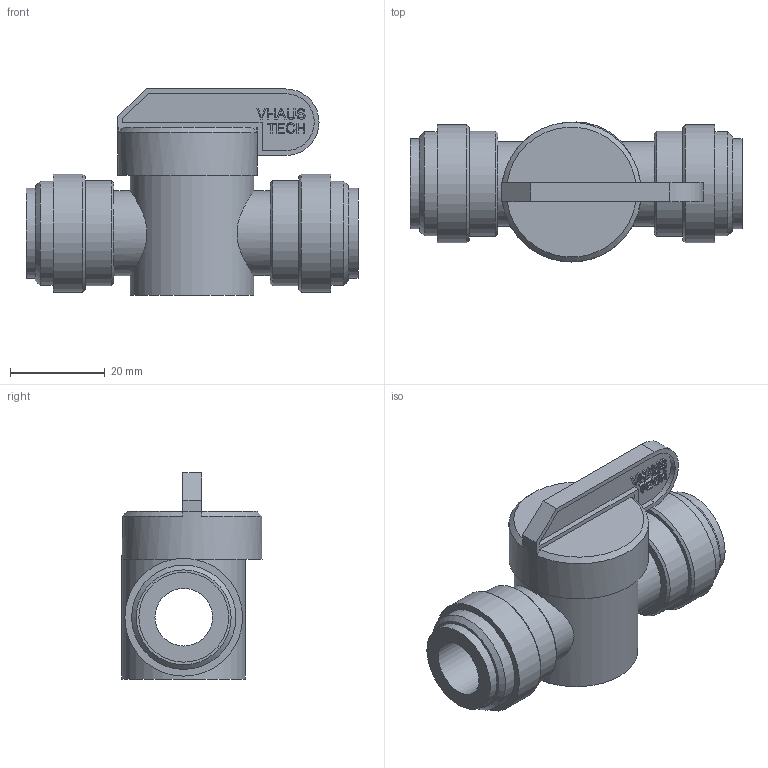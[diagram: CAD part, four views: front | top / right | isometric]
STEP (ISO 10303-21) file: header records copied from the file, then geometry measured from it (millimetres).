
FILE_DESCRIPTION(/* description */ (''),/* implementation_level */ '2;1');
FILE_NAME(/* name */ '12MM Shut Off Valve.step',/* time_stamp */ '2020-10-28T15:36:14+11:00',/* author */ (''),/* organization */ (''),/* preprocessor_version */ 'ST-DEVELOPER v18.1',/* originating_system */ 'Autodesk Translation Framework v9.3.0.1241',/* authorisation */ '');
FILE_SCHEMA (('AUTOMOTIVE_DESIGN { 1 0 10303 214 3 1 1 }'));
Length unit declared in the file: millimetre
Products named in the file (3): 12MM Shut Off Valve; Base; Top Tap
Assembly tree (2 placements, depth 2):
  12MM Shut Off Valve
    Base
    Top Tap
Bounding box: 69.9 x 29.48 x 43.38 mm (x, y, z)
Volume: 30606.4 mm3; surface area: 13105.1 mm2
Topology: 2 solids, 2 shells, 366 faces, 984 edges, 652 vertices
Faces by surface type: plane 206, bspline 136, cylinder 16, cone 8
Full cylindrical faces by diameter (mm): 12.1 x1, 17.8 x2, 18.9 x2, 21.95 x2, 22.2 x2, 24.8 x2, 26 x1, 29.4 x1
Entity records: 13041 total; most frequent: CARTESIAN_POINT 4675, ORIENTED_EDGE 1968, DIRECTION 1217, EDGE_CURVE 984, LINE 659, VECTOR 659, VERTEX_POINT 652, EDGE_LOOP 399
